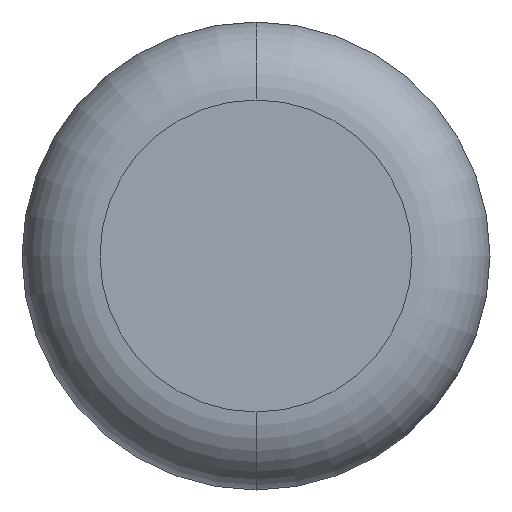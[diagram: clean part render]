
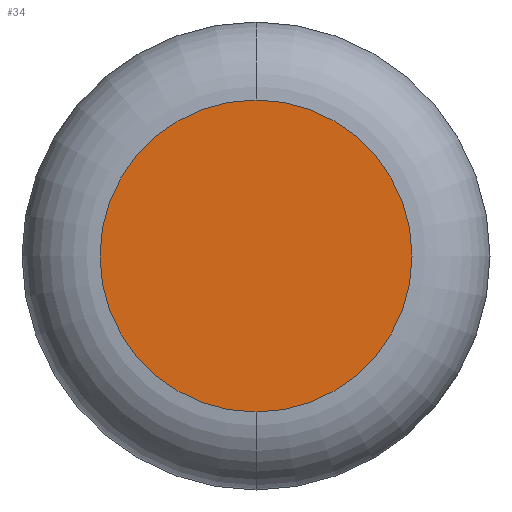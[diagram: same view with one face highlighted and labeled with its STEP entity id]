
A CAD part, front view. The second image highlights one B-rep face of the part: STEP entity #34.
In plain terms, the highlighted planar face has unit normal (0, -1, 0).
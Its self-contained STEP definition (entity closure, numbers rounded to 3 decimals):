
#1 = ORIENTED_EDGE ( 'NONE', *, *, #127, .T. ) ;
#7 = FACE_OUTER_BOUND ( 'NONE', #345, .T. ) ;
#32 = PLANE ( 'NONE',  #224 ) ;
#34 = ADVANCED_FACE ( 'NONE', ( #7 ), #32, .T. ) ;
#41 = DIRECTION ( 'NONE',  ( 0., -1., 0. ) ) ;
#59 = CARTESIAN_POINT ( 'NONE',  ( 0., 0., -2. ) ) ;
#82 = VERTEX_POINT ( 'NONE', #59 ) ;
#94 = DIRECTION ( 'NONE',  ( 0., -1., 0. ) ) ;
#127 = EDGE_CURVE ( 'NONE', #82, #353, #128, .T. ) ;
#128 = CIRCLE ( 'NONE', #161, 2. ) ;
#129 = CIRCLE ( 'NONE', #143, 2. ) ;
#143 = AXIS2_PLACEMENT_3D ( 'NONE', #359, #229, #337 ) ;
#161 = AXIS2_PLACEMENT_3D ( 'NONE', #302, #41, #216 ) ;
#205 = CARTESIAN_POINT ( 'NONE',  ( 0., 0., 0. ) ) ;
#216 = DIRECTION ( 'NONE',  ( 0., 0., -1. ) ) ;
#224 = AXIS2_PLACEMENT_3D ( 'NONE', #205, #94, #312 ) ;
#229 = DIRECTION ( 'NONE',  ( 0., -1., 0. ) ) ;
#286 = EDGE_CURVE ( 'NONE', #353, #82, #129, .T. ) ;
#289 = CARTESIAN_POINT ( 'NONE',  ( 0., 0., 2. ) ) ;
#298 = ORIENTED_EDGE ( 'NONE', *, *, #286, .T. ) ;
#302 = CARTESIAN_POINT ( 'NONE',  ( 0., 0., 0. ) ) ;
#312 = DIRECTION ( 'NONE',  ( 0., 0., -1. ) ) ;
#337 = DIRECTION ( 'NONE',  ( 0., 0., -1. ) ) ;
#345 = EDGE_LOOP ( 'NONE', ( #1, #298 ) ) ;
#353 = VERTEX_POINT ( 'NONE', #289 ) ;
#359 = CARTESIAN_POINT ( 'NONE',  ( 0., 0., 0. ) ) ;
